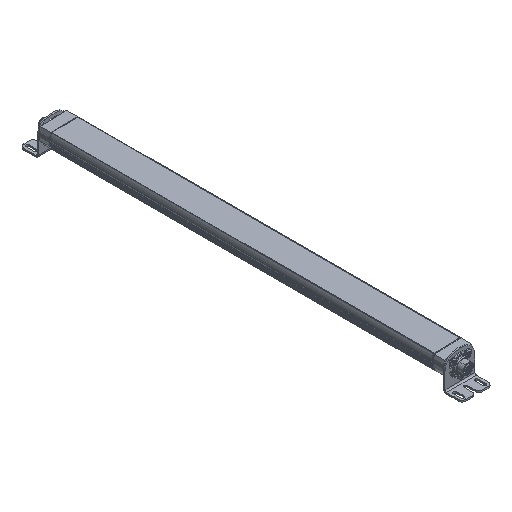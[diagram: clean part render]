
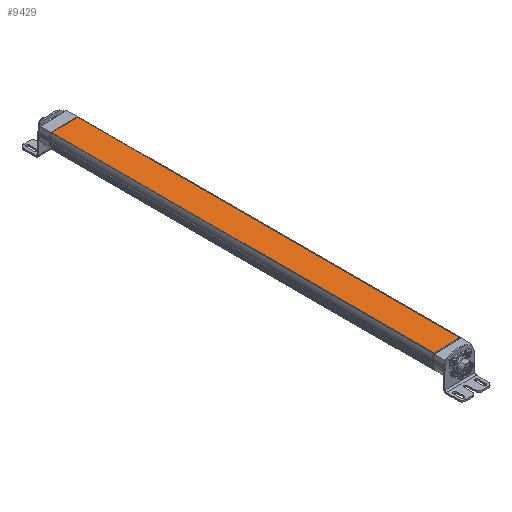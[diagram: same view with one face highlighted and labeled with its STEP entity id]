
A CAD part, isometric view. The second image highlights one B-rep face of the part: STEP entity #9429.
In plain terms, the highlighted planar face has unit normal (-0.026, 0, 1).
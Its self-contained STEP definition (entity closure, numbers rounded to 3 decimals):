
#9416=AXIS2_PLACEMENT_3D('Plane Axis2P3D',#9413,#9414,#9415) ;
#7442=CARTESIAN_POINT('Vertex',(36.755,40.,37.446)) ;
#7445=CARTESIAN_POINT('Line Origine',(19.761,40.,36.995)) ;
#7449=CARTESIAN_POINT('Vertex',(2.767,40.,36.545)) ;
#8787=CARTESIAN_POINT('Vertex',(2.767,550.,36.545)) ;
#8790=CARTESIAN_POINT('Line Origine',(19.761,550.,36.995)) ;
#8794=CARTESIAN_POINT('Vertex',(36.755,550.,37.446)) ;
#9401=CARTESIAN_POINT('Line Origine',(36.755,295.,37.446)) ;
#9413=CARTESIAN_POINT('Axis2P3D Location',(19.761,295.,36.995)) ;
#9418=CARTESIAN_POINT('Line Origine',(2.767,295.,36.545)) ;
#7446=DIRECTION('Vector Direction',(1.,0.,0.027)) ;
#8791=DIRECTION('Vector Direction',(-1.,0.,-0.027)) ;
#9402=DIRECTION('Vector Direction',(0.,-1.,0.)) ;
#9414=DIRECTION('Axis2P3D Direction',(0.027,0.,-1.)) ;
#9415=DIRECTION('Axis2P3D XDirection',(-1.,0.,-0.027)) ;
#9419=DIRECTION('Vector Direction',(0.,-1.,0.)) ;
#7447=VECTOR('Line Direction',#7446,1.) ;
#8792=VECTOR('Line Direction',#8791,1.) ;
#9403=VECTOR('Line Direction',#9402,1.) ;
#9420=VECTOR('Line Direction',#9419,1.) ;
#9424=ORIENTED_EDGE('',*,*,#7451,.T.) ;
#9425=ORIENTED_EDGE('',*,*,#9405,.F.) ;
#9426=ORIENTED_EDGE('',*,*,#8796,.T.) ;
#9427=ORIENTED_EDGE('',*,*,#9422,.T.) ;
#9429=ADVANCED_FACE('Hauptkoerper',(#9428),#9417,.F.) ;
#7451=EDGE_CURVE('',#7450,#7443,#7448,.T.) ;
#8796=EDGE_CURVE('',#8795,#8788,#8793,.T.) ;
#9405=EDGE_CURVE('',#8795,#7443,#9404,.T.) ;
#9422=EDGE_CURVE('',#8788,#7450,#9421,.T.) ;
#9423=EDGE_LOOP('',(#9424,#9425,#9426,#9427)) ;
#9428=FACE_OUTER_BOUND('',#9423,.T.) ;
#7448=LINE('Line',#7445,#7447) ;
#8793=LINE('Line',#8790,#8792) ;
#9404=LINE('Line',#9401,#9403) ;
#9421=LINE('Line',#9418,#9420) ;
#9417=PLANE('',#9416) ;
#7443=VERTEX_POINT('',#7442) ;
#7450=VERTEX_POINT('',#7449) ;
#8788=VERTEX_POINT('',#8787) ;
#8795=VERTEX_POINT('',#8794) ;
